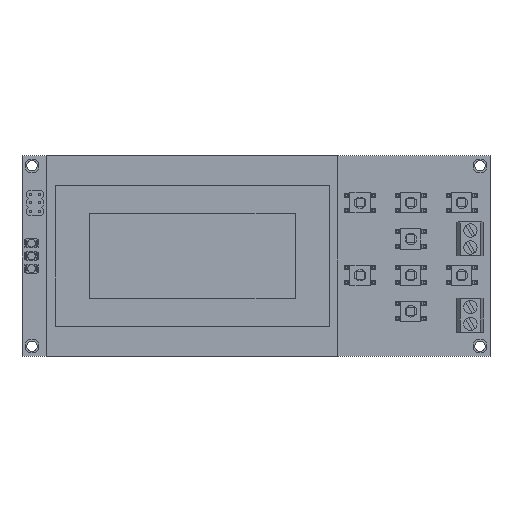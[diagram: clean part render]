
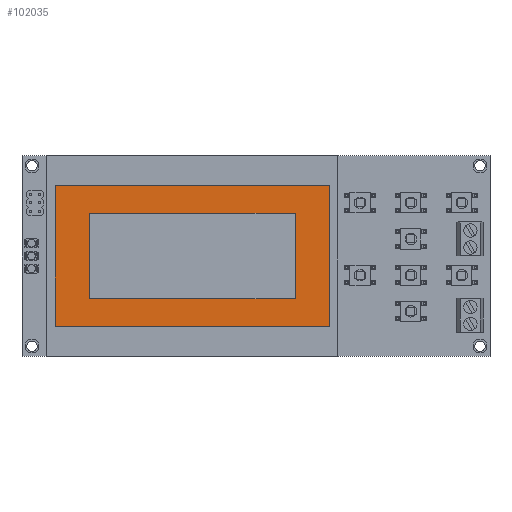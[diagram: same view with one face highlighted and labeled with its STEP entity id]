
A CAD part, top view. The second image highlights one B-rep face of the part: STEP entity #102035.
In plain terms, the highlighted planar face has unit normal (0, 0, 1).
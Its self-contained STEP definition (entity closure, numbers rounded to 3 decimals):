
#101938=CARTESIAN_POINT('',(-60.05,-21.,11.3));
#101939=VERTEX_POINT('',#101938);
#101940=CARTESIAN_POINT('',(-60.05,21.,11.3));
#101941=VERTEX_POINT('',#101940);
#101942=CARTESIAN_POINT('',(21.95,-21.,11.3));
#101943=VERTEX_POINT('',#101942);
#101944=CARTESIAN_POINT('',(21.95,21.,11.3));
#101945=VERTEX_POINT('',#101944);
#101958=DIRECTION('',(82.,0.,0.));
#101959=VECTOR('',#101958,1.);
#101960=LINE('',#101938,#101959);
#101961=DIRECTION('',(82.,0.,0.));
#101962=VECTOR('',#101961,1.);
#101963=LINE('',#101940,#101962);
#101976=DIRECTION('',(0.,42.,0.));
#101977=VECTOR('',#101976,1.);
#101978=LINE('',#101938,#101977);
#101979=DIRECTION('',(0.,42.,0.));
#101980=VECTOR('',#101979,1.);
#101981=LINE('',#101942,#101980);
#102000=EDGE_CURVE('',#101939,#101943,#101960,.T.);
#102001=ORIENTED_EDGE('',*,*,#102000,.T.);
#102003=EDGE_CURVE('',#101941,#101945,#101963,.T.);
#102005=ORIENTED_EDGE('',*,*,#102003,.F.);
#102006=EDGE_CURVE('',#101939,#101941,#101978,.T.);
#102008=ORIENTED_EDGE('',*,*,#102006,.F.);
#102015=EDGE_CURVE('',#101943,#101945,#101981,.T.);
#102016=ORIENTED_EDGE('',*,*,#102015,.T.);
#102030=EDGE_LOOP('',(#102008,#102001,#102016,#102005));
#102031=FACE_OUTER_BOUND('',#102030,.T.);
#102032=DIRECTION('',(0.,0.,8.9));
#102033=AXIS2_PLACEMENT_3D('',#101938,#102032,$);
#102034=PLANE('',#102033);
#102035=ADVANCED_FACE('',(#102031),#102034,.T.);
